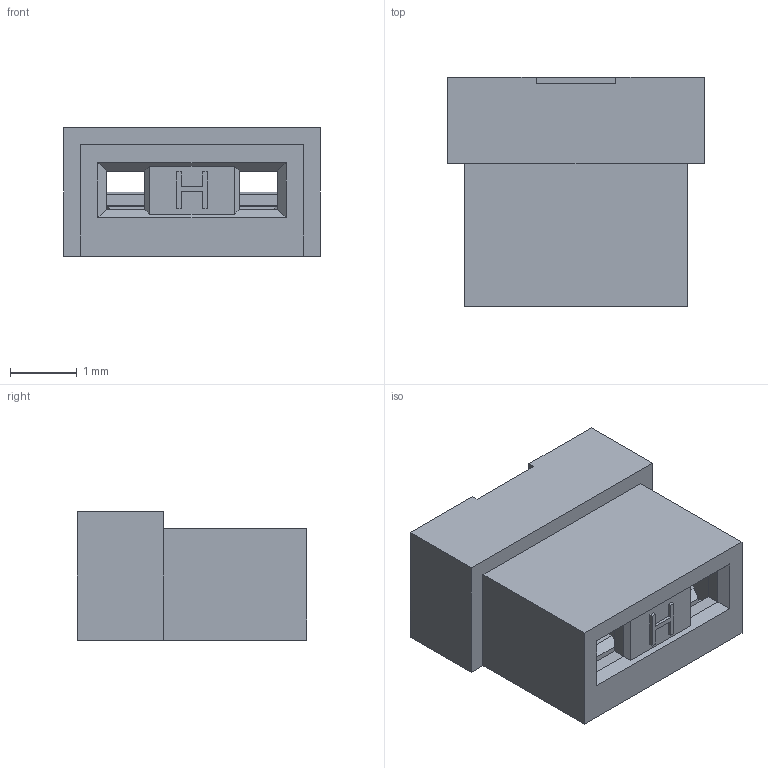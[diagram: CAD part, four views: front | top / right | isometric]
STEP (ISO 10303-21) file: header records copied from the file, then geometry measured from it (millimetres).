
FILE_DESCRIPTION(('STEP AP214'),'1');
FILE_NAME('25974.stp','2018-08-08T13:38:45',('TraceParts'),('TraceParts S.A.'),'Spatial InterOp 3D',' ',' ');
FILE_SCHEMA(('automotive_design'));
Length unit declared in the file: millimetre
Products named in the file (2): 25974_1; 25974_2
Bounding box: 3.85 x 3.45 x 1.93 mm (x, y, z)
Volume: 15.6 mm3; surface area: 97 mm2
Topology: 2 solids, 2 shells, 149 faces, 408 edges, 263 vertices
Faces by surface type: plane 121, cylinder 28
Entity records: 7988 total; most frequent: CARTESIAN_POINT 949, ORIENTED_EDGE 816, DIRECTION 735, STYLED_ITEM 555, PRESENTATION_STYLE_ASSIGNMENT 555, COLOUR_RGB 555, EDGE_CURVE 408, CURVE_STYLE 404
